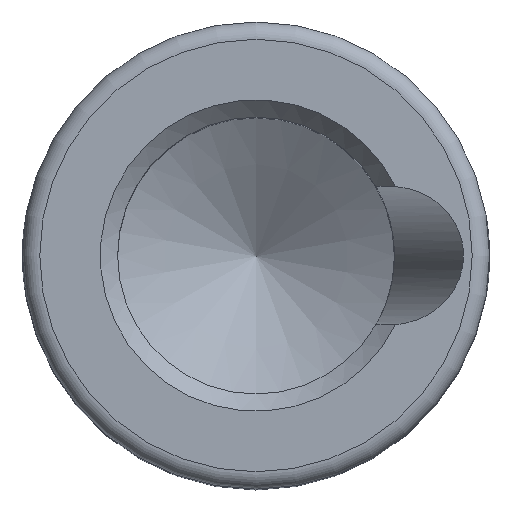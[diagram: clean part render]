
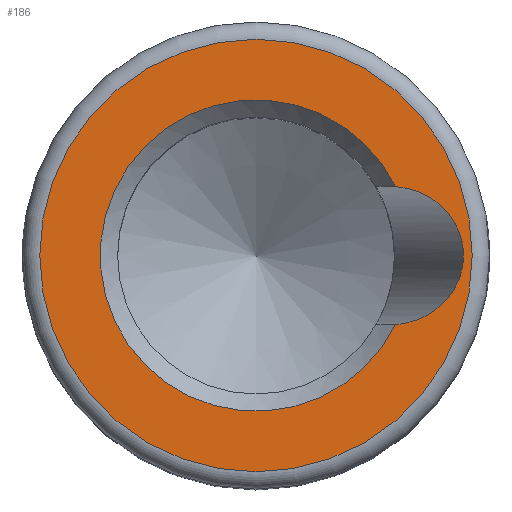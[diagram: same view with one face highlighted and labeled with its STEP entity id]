
A CAD part, top view. The second image highlights one B-rep face of the part: STEP entity #186.
In plain terms, the highlighted planar face has unit normal (0, 0, 1).
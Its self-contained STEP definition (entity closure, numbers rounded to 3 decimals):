
#186 = ADVANCED_FACE( '', ( #393, #394 ), #395, .F. );
#393 = FACE_OUTER_BOUND( '', #1471, .T. );
#394 = FACE_BOUND( '', #1472, .T. );
#395 = PLANE( '', #1473 );
#1471 = EDGE_LOOP( '', ( #1932 ) );
#1472 = EDGE_LOOP( '', ( #1933, #1934 ) );
#1473 = AXIS2_PLACEMENT_3D( '', #1935, #1936, #1937 );
#1932 = ORIENTED_EDGE( '', *, *, #2335, .T. );
#1933 = ORIENTED_EDGE( '', *, *, #2217, .F. );
#1934 = ORIENTED_EDGE( '', *, *, #2271, .T. );
#1935 = CARTESIAN_POINT( '', ( 7., 0., 49.05 ) );
#1936 = DIRECTION( '', ( 0., 0., -1. ) );
#1937 = DIRECTION( '', ( -1., 0., 0. ) );
#2217 = EDGE_CURVE( '', #2501, #2502, #2503, .F. );
#2271 = EDGE_CURVE( '', #2501, #2502, #2586, .T. );
#2335 = EDGE_CURVE( '', #2665, #2665, #2666, .F. );
#2501 = VERTEX_POINT( '', #2968 );
#2502 = VERTEX_POINT( '', #2969 );
#2503 = ELLIPSE( '', #2970, 4.257, 4. );
#2586 = CIRCLE( '', #3414, 9. );
#2665 = VERTEX_POINT( '', #3856 );
#2666 = CIRCLE( '', #3857, 12.5 );
#2968 = CARTESIAN_POINT( '', ( 15.068, -3.988, 49.05 ) );
#2969 = CARTESIAN_POINT( '', ( 15.068, 3.988, 49.05 ) );
#2970 = AXIS2_PLACEMENT_3D( '', #4296, #4297, #4298 );
#3414 = AXIS2_PLACEMENT_3D( '', #4350, #4351, #4352 );
#3856 = CARTESIAN_POINT( '', ( -5.5, 0., 49.05 ) );
#3857 = AXIS2_PLACEMENT_3D( '', #4411, #4412, #4413 );
#4296 = CARTESIAN_POINT( '', ( 14.74, 0., 49.05 ) );
#4297 = DIRECTION( '', ( 0., 0., -1. ) );
#4298 = DIRECTION( '', ( -1., 0., 0. ) );
#4350 = CARTESIAN_POINT( '', ( 7., 0., 49.05 ) );
#4351 = DIRECTION( '', ( 0., 0., -1. ) );
#4352 = DIRECTION( '', ( -1., 0., 0. ) );
#4411 = CARTESIAN_POINT( '', ( 7., 0., 49.05 ) );
#4412 = DIRECTION( '', ( 0., 0., -1. ) );
#4413 = DIRECTION( '', ( -1., 0., 0. ) );
